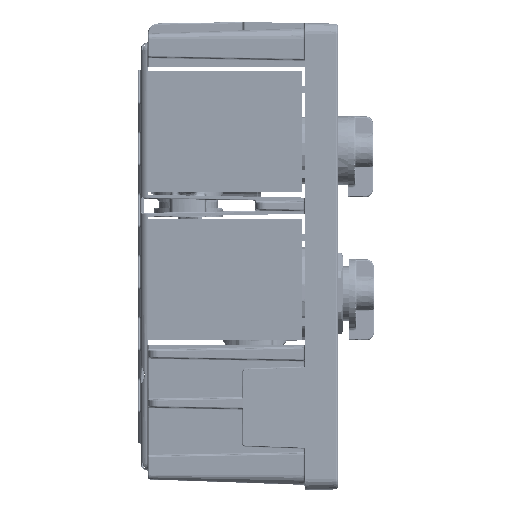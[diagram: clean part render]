
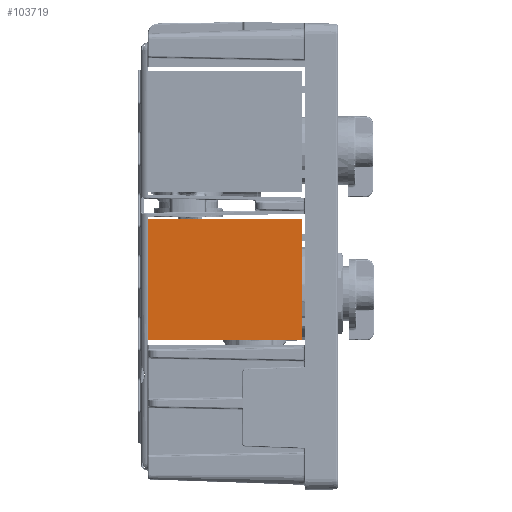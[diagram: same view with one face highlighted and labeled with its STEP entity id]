
A CAD part, front view. The second image highlights one B-rep face of the part: STEP entity #103719.
In plain terms, the highlighted planar face has unit normal (-0.035, -0.999, 0).
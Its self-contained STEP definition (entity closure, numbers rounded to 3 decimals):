
#82339=CARTESIAN_POINT('Axis2P3D Location',(2.927,-127.75,0.)) ;
#86296=CARTESIAN_POINT('Vertex',(68.427,-130.037,9.2)) ;
#86423=CARTESIAN_POINT('Vertex',(68.427,-130.037,6.2)) ;
#86459=CARTESIAN_POINT('Vertex',(68.427,-130.037,-25.)) ;
#86586=CARTESIAN_POINT('Vertex',(68.427,-130.037,-28.)) ;
#93732=CARTESIAN_POINT('Line Origine',(68.427,-130.037,-31.)) ;
#93736=CARTESIAN_POINT('Vertex',(68.427,-130.037,-34.)) ;
#93757=CARTESIAN_POINT('Vertex',(68.427,-130.037,15.2)) ;
#93760=CARTESIAN_POINT('Line Origine',(68.427,-130.037,12.2)) ;
#93765=CARTESIAN_POINT('Line Origine',(68.427,-130.037,-9.4)) ;
#93786=CARTESIAN_POINT('Line Origine',(68.427,-130.037,7.7)) ;
#93814=CARTESIAN_POINT('Line Origine',(68.427,-130.037,-26.5)) ;
#96034=CARTESIAN_POINT('Vertex',(5.927,-127.855,15.2)) ;
#96037=CARTESIAN_POINT('Line Origine',(37.177,-128.946,15.2)) ;
#96069=CARTESIAN_POINT('Line Origine',(37.177,-128.946,-34.)) ;
#96073=CARTESIAN_POINT('Vertex',(5.927,-127.855,-34.)) ;
#103704=CARTESIAN_POINT('Line Origine',(5.927,-127.855,0.)) ;
#93734=VECTOR('Line Direction',#93733,1.) ;
#93762=VECTOR('Line Direction',#93761,1.) ;
#93767=VECTOR('Line Direction',#93766,1.) ;
#93788=VECTOR('Line Direction',#93787,1.) ;
#93816=VECTOR('Line Direction',#93815,1.) ;
#96039=VECTOR('Line Direction',#96038,1.) ;
#96071=VECTOR('Line Direction',#96070,1.) ;
#103706=VECTOR('Line Direction',#103705,1.) ;
#82340=DIRECTION('Axis2P3D Direction',(0.035,0.999,-0.)) ;
#82341=DIRECTION('Axis2P3D XDirection',(0.,0.,1.)) ;
#93733=DIRECTION('Vector Direction',(0.,0.,1.)) ;
#93761=DIRECTION('Vector Direction',(0.,0.,1.)) ;
#93766=DIRECTION('Vector Direction',(0.,0.,1.)) ;
#93787=DIRECTION('Vector Direction',(0.,0.,1.)) ;
#93815=DIRECTION('Vector Direction',(0.,0.,1.)) ;
#96038=DIRECTION('Vector Direction',(0.999,-0.035,0.)) ;
#96070=DIRECTION('Vector Direction',(0.999,-0.035,0.)) ;
#103705=DIRECTION('Vector Direction',(0.,0.,1.)) ;
#82342=AXIS2_PLACEMENT_3D('Plane Axis2P3D',#82339,#82340,#82341) ;
#93735=LINE('Line',#93732,#93734) ;
#93763=LINE('Line',#93760,#93762) ;
#93768=LINE('Line',#93765,#93767) ;
#93789=LINE('Line',#93786,#93788) ;
#93817=LINE('Line',#93814,#93816) ;
#96040=LINE('Line',#96037,#96039) ;
#96072=LINE('Line',#96069,#96071) ;
#103707=LINE('Line',#103704,#103706) ;
#82343=PLANE('',#82342) ;
#93738=EDGE_CURVE('',#93737,#86587,#93735,.T.) ;
#93764=EDGE_CURVE('',#86297,#93758,#93763,.T.) ;
#93769=EDGE_CURVE('',#86460,#86424,#93768,.T.) ;
#93790=EDGE_CURVE('',#86424,#86297,#93789,.T.) ;
#93818=EDGE_CURVE('',#86587,#86460,#93817,.T.) ;
#96041=EDGE_CURVE('',#96035,#93758,#96040,.T.) ;
#96075=EDGE_CURVE('',#96074,#93737,#96072,.T.) ;
#103708=EDGE_CURVE('',#96074,#96035,#103707,.T.) ;
#103710=ORIENTED_EDGE('',*,*,#96075,.T.) ;
#103711=ORIENTED_EDGE('',*,*,#93738,.T.) ;
#103712=ORIENTED_EDGE('',*,*,#93818,.T.) ;
#103713=ORIENTED_EDGE('',*,*,#93769,.T.) ;
#103714=ORIENTED_EDGE('',*,*,#93790,.T.) ;
#103715=ORIENTED_EDGE('',*,*,#93764,.T.) ;
#103716=ORIENTED_EDGE('',*,*,#96041,.F.) ;
#103717=ORIENTED_EDGE('',*,*,#103708,.F.) ;
#103709=EDGE_LOOP('',(#103710,#103711,#103712,#103713,#103714,#103715,#103716,#103717)) ;
#86297=VERTEX_POINT('',#86296) ;
#86424=VERTEX_POINT('',#86423) ;
#86460=VERTEX_POINT('',#86459) ;
#86587=VERTEX_POINT('',#86586) ;
#93737=VERTEX_POINT('',#93736) ;
#93758=VERTEX_POINT('',#93757) ;
#96035=VERTEX_POINT('',#96034) ;
#96074=VERTEX_POINT('',#96073) ;
#103719=ADVANCED_FACE('PartBody',(#103718),#82343,.F.) ;
#103718=FACE_OUTER_BOUND('',#103709,.T.) ;
